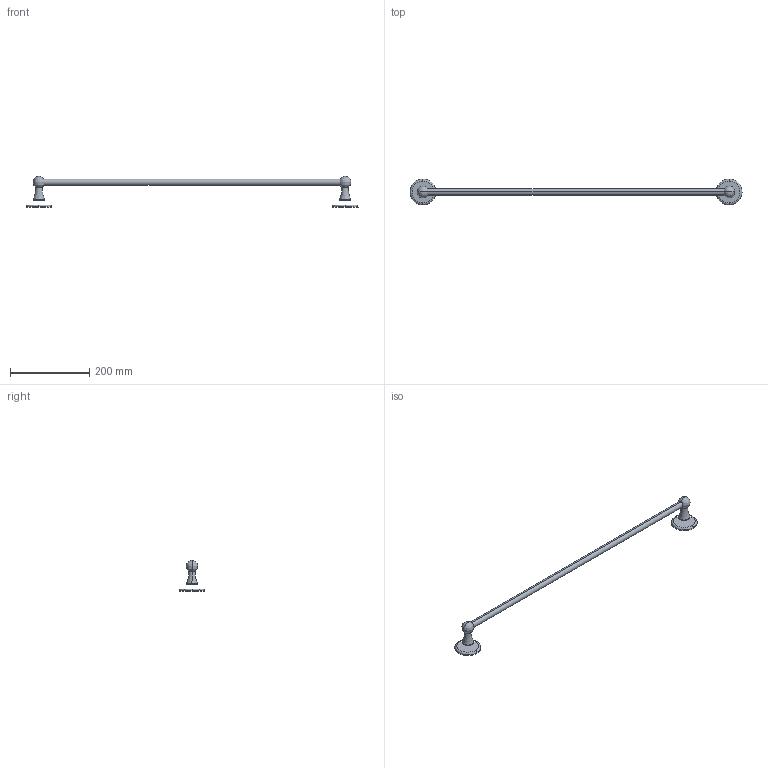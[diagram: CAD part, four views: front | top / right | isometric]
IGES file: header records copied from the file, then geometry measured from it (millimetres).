
Start section:  PTC IGES file: 75-03.igs
Global section: file name: 75-03.igs; native system: Pro/ENGINEER by Parametric Technology Corporation; preprocessor: 2009300; author: project; organization: Unknown; date: 20101111.112526; units: inch
Bounding box: 835.8 x 65.15 x 78.98 mm (x, y, z)
Surface area: 56407.4 mm2 (no closed solid volume)
Topology: 0 solids, 9 shells, 22 faces, 70 edges, 46 vertices
Faces by surface type: revolution 18, bspline 4
